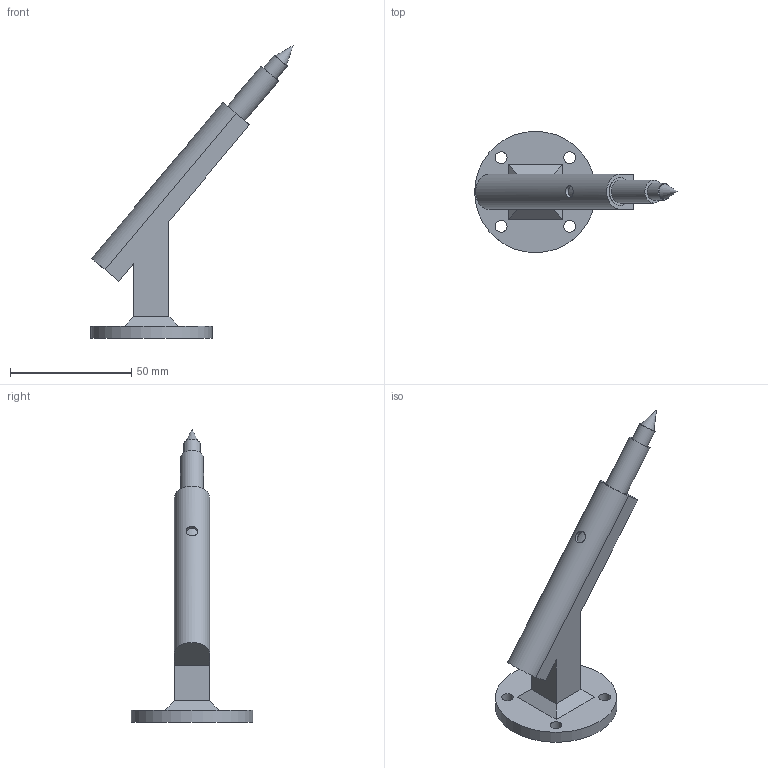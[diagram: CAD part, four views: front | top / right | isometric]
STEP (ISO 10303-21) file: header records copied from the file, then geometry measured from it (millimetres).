
FILE_DESCRIPTION(/* description */ (''),/* implementation_level */ '2;1');
FILE_NAME(/* name */ 'HerramientaM-Marcador.stp',/* time_stamp */ '2022-08-28T12:19:53-05:00',/* author */ ('Usuario'),/* organization */ (''),/* preprocessor_version */ 'ST-DEVELOPER v18.1',/* originating_system */ 'Autodesk Inventor 2021',/* authorisation */ '');
FILE_SCHEMA (('AUTOMOTIVE_DESIGN { 1 0 10303 214 3 1 1 }'));
Length unit declared in the file: millimetre
Products named in the file (1): HerramientaM-Marcador
Bounding box: 83.47 x 50 x 120.68 mm (x, y, z)
Volume: 34517.4 mm3; surface area: 17716.9 mm2
Topology: 1 solids, 1 shells, 32 faces, 91 edges, 66 vertices
Faces by surface type: plane 19, cylinder 12, cone 1
Full cylindrical faces by diameter (mm): 4.917 x5, 7 x1, 9.5 x1, 10.5 x1, 11.5 x1, 11.7 x1, 50 x1
Entity records: 1196 total; most frequent: CARTESIAN_POINT 260, DIRECTION 189, ORIENTED_EDGE 180, EDGE_CURVE 90, AXIS2_PLACEMENT_3D 73, VERTEX_POINT 66, EDGE_LOOP 48, LINE 43
